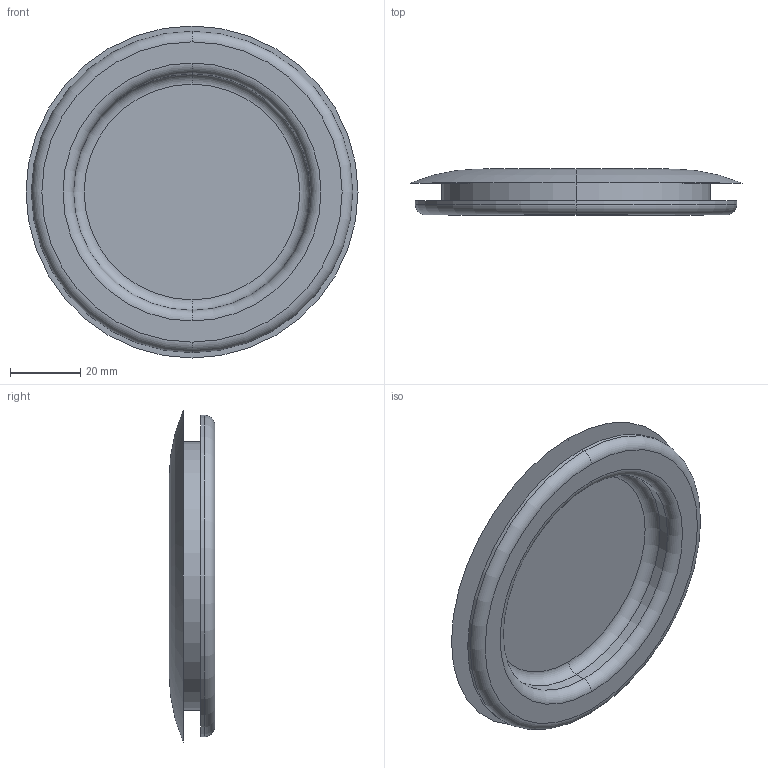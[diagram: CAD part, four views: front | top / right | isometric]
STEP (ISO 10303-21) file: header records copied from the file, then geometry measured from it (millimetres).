
FILE_DESCRIPTION (( 'STEP AP214' ), '1' );
FILE_NAME ('00957-Body Plug Rubber 76mm Gauge 5mm.STEP', '2018-07-17T21:11:43', ( '' ), ( '' ), 'SwSTEP 2.0', 'SolidWorks 2018', '' );
FILE_SCHEMA (( 'AUTOMOTIVE_DESIGN' ));
Length unit declared in the file: millimetre
Products named in the file (2): 00957-Body Plug Rubber 76mm Gauge 5mm
Bounding box: 94.2 x 13 x 94.2 mm (x, y, z)
Volume: 37507.4 mm3; surface area: 21353 mm2
Topology: 1 solids, 1 shells, 19 faces, 36 edges, 22 vertices
Faces by surface type: torus 8, cylinder 6, plane 5
Entity records: 541 total; most frequent: DIRECTION 108, CARTESIAN_POINT 79, ORIENTED_EDGE 72, AXIS2_PLACEMENT_3D 51, EDGE_CURVE 36, CIRCLE 30, VERTEX_POINT 22, EDGE_LOOP 22
